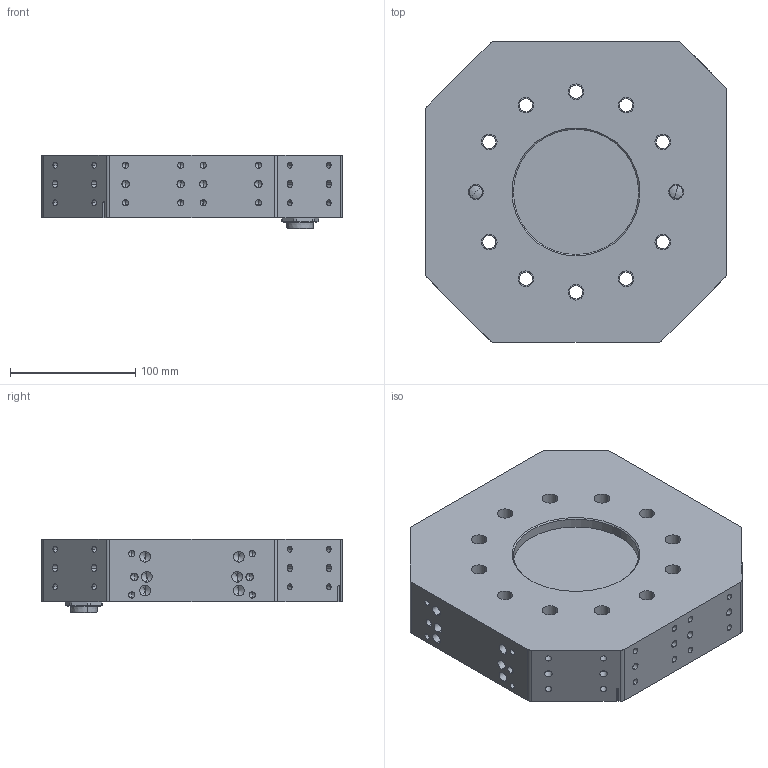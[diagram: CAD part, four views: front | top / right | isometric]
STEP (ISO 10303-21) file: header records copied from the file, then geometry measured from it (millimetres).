
FILE_DESCRIPTION (( 'STEP AP203' ), '1' );
FILE_NAME ('P6802.STEP', '2018-11-30T12:19:43', ( 'rsp' ), ( 'Hewlett-Packard Company' ), 'SwSTEP 2.0', 'SolidWorks 2017', '' );
FILE_SCHEMA (( 'CONFIG_CONTROL_DESIGN' ));
Length unit declared in the file: millimetre
Products named in the file (1): P6802
Bounding box: 240 x 240 x 58.7 mm (x, y, z)
Volume: 2114092.3 mm3; surface area: 306144.6 mm2
Topology: 13 solids, 14 shells, 1008 faces, 2480 edges, 1508 vertices
Faces by surface type: cylinder 347, plane 317, cone 202, bspline 106, torus 32, sphere 4
Entity records: 33835 total; most frequent: CARTESIAN_POINT 10655, DIRECTION 4728, ORIENTED_EDGE 4692, EDGE_CURVE 2346, AXIS2_PLACEMENT_3D 1723, VERTEX_POINT 1508, LINE 1282, VECTOR 1282
